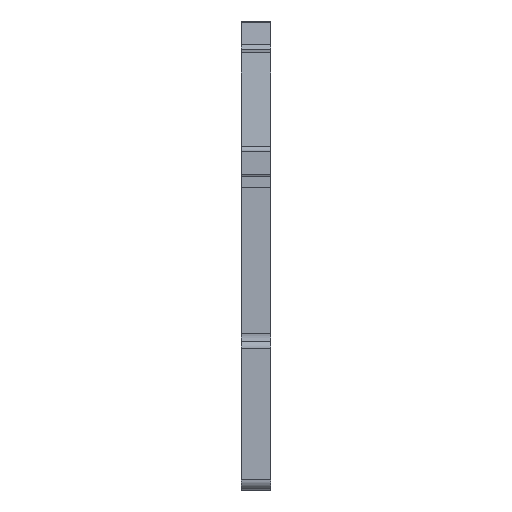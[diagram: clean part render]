
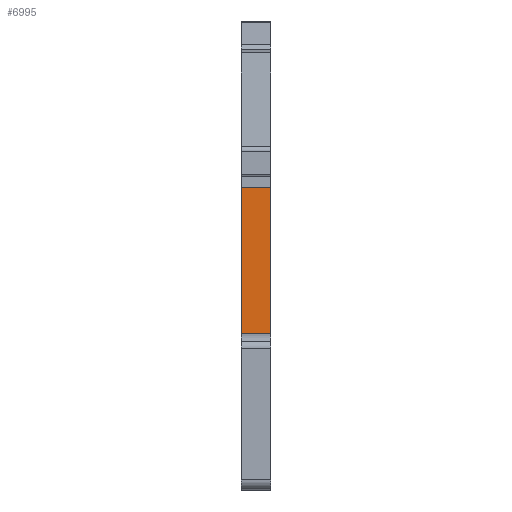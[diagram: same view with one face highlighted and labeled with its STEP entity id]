
A CAD part, left-side view. The second image highlights one B-rep face of the part: STEP entity #6995.
In plain terms, the highlighted face is planar.
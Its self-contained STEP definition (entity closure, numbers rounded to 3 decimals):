
#24 = DIRECTION ( 'NONE',  ( 0., 1., 0. ) ) ;
#584 = AXIS2_PLACEMENT_3D ( 'NONE', #5373, #5464, #4191 ) ;
#1441 = VECTOR ( 'NONE', #6847, 1000. ) ;
#1446 = LINE ( 'NONE', #2021, #1441 ) ;
#1488 = DIRECTION ( 'NONE',  ( -1., 0., 0. ) ) ;
#1779 = CARTESIAN_POINT ( 'NONE',  ( -3., 14.725, -44.25 ) ) ;
#1858 = ORIENTED_EDGE ( 'NONE', *, *, #4430, .T. ) ;
#1985 = PLANE ( 'NONE',  #584 ) ;
#2021 = CARTESIAN_POINT ( 'NONE',  ( -3., -14.725, -44.25 ) ) ;
#2154 = VECTOR ( 'NONE', #24, 1000. ) ;
#2447 = CARTESIAN_POINT ( 'NONE',  ( 3., 14.725, -44.25 ) ) ;
#3161 = EDGE_CURVE ( 'NONE', #7525, #6448, #7424, .T. ) ;
#3379 = ORIENTED_EDGE ( 'NONE', *, *, #3161, .F. ) ;
#3829 = ORIENTED_EDGE ( 'NONE', *, *, #7279, .T. ) ;
#4037 = CARTESIAN_POINT ( 'NONE',  ( 3., -14.725, -44.25 ) ) ;
#4191 = DIRECTION ( 'NONE',  ( 0., 1., 0. ) ) ;
#4233 = VECTOR ( 'NONE', #8589, 1000. ) ;
#4430 = EDGE_CURVE ( 'NONE', #7741, #7046, #5217, .T. ) ;
#5217 = LINE ( 'NONE', #6014, #4233 ) ;
#5250 = EDGE_LOOP ( 'NONE', ( #3829, #3379, #6788, #1858 ) ) ;
#5373 = CARTESIAN_POINT ( 'NONE',  ( 3., -14.725, -44.25 ) ) ;
#5464 = DIRECTION ( 'NONE',  ( 0., 0., 1. ) ) ;
#6014 = CARTESIAN_POINT ( 'NONE',  ( 3., -14.725, -44.25 ) ) ;
#6124 = EDGE_CURVE ( 'NONE', #7741, #7525, #6219, .T. ) ;
#6219 = LINE ( 'NONE', #4037, #2154 ) ;
#6333 = VECTOR ( 'NONE', #1488, 1000. ) ;
#6448 = VERTEX_POINT ( 'NONE', #1779 ) ;
#6788 = ORIENTED_EDGE ( 'NONE', *, *, #6124, .F. ) ;
#6833 = CARTESIAN_POINT ( 'NONE',  ( 3., -14.725, -44.25 ) ) ;
#6847 = DIRECTION ( 'NONE',  ( 0., 1., 0. ) ) ;
#6995 = ADVANCED_FACE ( 'NONE', ( #7523 ), #1985, .F. ) ;
#7046 = VERTEX_POINT ( 'NONE', #8174 ) ;
#7279 = EDGE_CURVE ( 'NONE', #7046, #6448, #1446, .T. ) ;
#7424 = LINE ( 'NONE', #7464, #6333 ) ;
#7464 = CARTESIAN_POINT ( 'NONE',  ( 3., 14.725, -44.25 ) ) ;
#7523 = FACE_OUTER_BOUND ( 'NONE', #5250, .T. ) ;
#7525 = VERTEX_POINT ( 'NONE', #2447 ) ;
#7741 = VERTEX_POINT ( 'NONE', #6833 ) ;
#8174 = CARTESIAN_POINT ( 'NONE',  ( -3., -14.725, -44.25 ) ) ;
#8589 = DIRECTION ( 'NONE',  ( -1., 0., 0. ) ) ;
